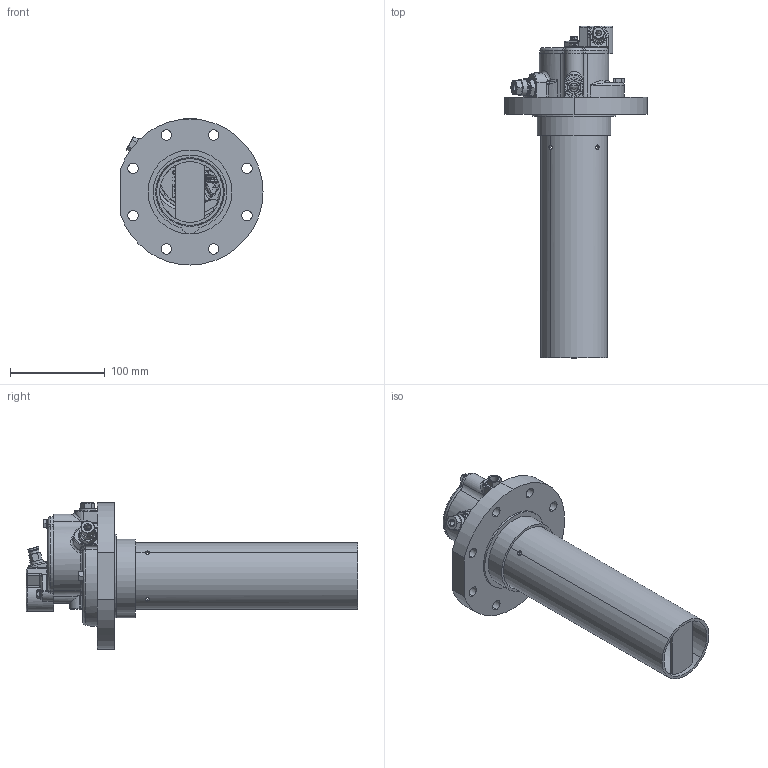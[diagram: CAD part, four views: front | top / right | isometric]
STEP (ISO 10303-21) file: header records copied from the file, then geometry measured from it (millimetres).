
FILE_DESCRIPTION (( 'STEP AP214' ), '1' );
FILE_NAME ('HANV-3S-..._23255.STEP', '2014-05-19T05:49:09', ( 'Admin2' ), ( '' ), 'SwSTEP 2.0', 'SolidWorks 2010', '' );
FILE_SCHEMA (( 'AUTOMOTIVE_DESIGN' ));
Length unit declared in the file: millimetre
Products named in the file (1): HANV-3S-..._23255
Bounding box: 149.83 x 350 x 154 mm (x, y, z)
Surface area: 205021.2 mm2 (no closed solid volume)
Topology: 0 solids, 28 shells, 727 faces, 2692 edges, 1892 vertices
Faces by surface type: plane 330, cylinder 170, bspline 141, cone 48, torus 30, sphere 8
Entity records: 49377 total; most frequent: CARTESIAN_POINT 20786, ORIENTED_EDGE 4124, DIRECTION 3583, EDGE_CURVE 2678, VERTEX_POINT 1892, VECTOR 1395, LINE 1395, AXIS2_PLACEMENT_3D 1094
